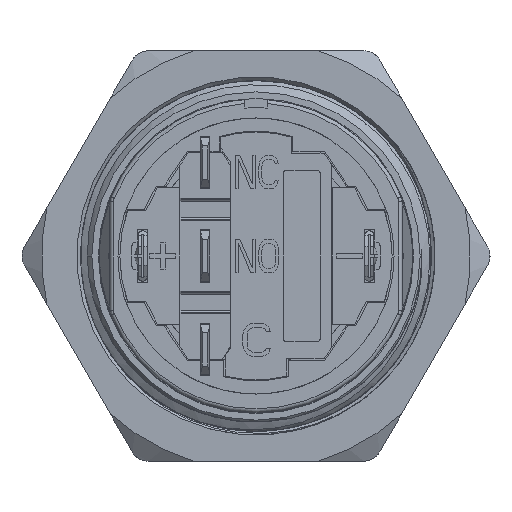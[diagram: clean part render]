
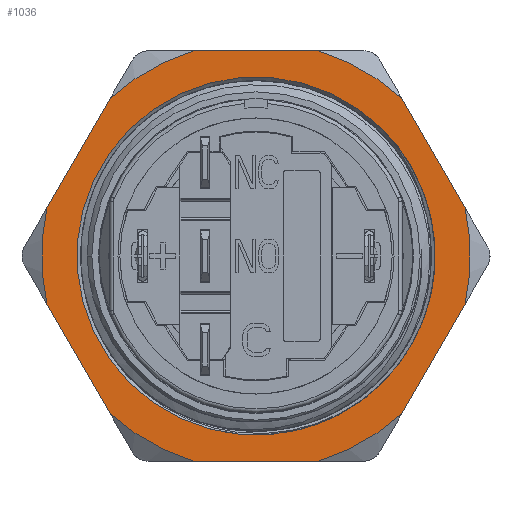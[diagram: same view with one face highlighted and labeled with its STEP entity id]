
A CAD part, front view. The second image highlights one B-rep face of the part: STEP entity #1036.
In plain terms, the highlighted planar face has unit normal (0, -1, 0).
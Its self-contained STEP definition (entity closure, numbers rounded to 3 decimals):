
#148=CARTESIAN_POINT('',(3.36,15.,11.));
#149=VERTEX_POINT('',#148);
#152=CARTESIAN_POINT('',(-3.36,15.,11.));
#153=DIRECTION('',(1.,0.,0.));
#154=VECTOR('',#153,1.);
#155=LINE('',#152,#154);
#156=CARTESIAN_POINT('',(-3.36,15.,11.));
#157=VERTEX_POINT('',#156);
#158=EDGE_CURVE('',#157,#149,#155,.T.);
#280=CARTESIAN_POINT('',(-7.846,15.,8.41));
#281=VERTEX_POINT('',#280);
#284=CARTESIAN_POINT('',(-11.206,15.,2.59));
#285=DIRECTION('',(0.5,0.,0.866));
#286=VECTOR('',#285,1.);
#287=LINE('',#284,#286);
#288=CARTESIAN_POINT('',(-11.206,15.,2.59));
#289=VERTEX_POINT('',#288);
#290=EDGE_CURVE('',#289,#281,#287,.T.);
#412=CARTESIAN_POINT('',(-11.206,15.,-2.59));
#413=VERTEX_POINT('',#412);
#416=CARTESIAN_POINT('',(-7.846,15.,-8.41));
#417=DIRECTION('',(-0.5,0.,0.866));
#418=VECTOR('',#417,1.);
#419=LINE('',#416,#418);
#420=CARTESIAN_POINT('',(-7.846,15.,-8.41));
#421=VERTEX_POINT('',#420);
#422=EDGE_CURVE('',#421,#413,#419,.T.);
#544=CARTESIAN_POINT('',(-3.36,15.,-11.));
#545=VERTEX_POINT('',#544);
#548=CARTESIAN_POINT('',(3.36,15.,-11.));
#549=DIRECTION('',(-1.,0.,0.));
#550=VECTOR('',#549,1.);
#551=LINE('',#548,#550);
#552=CARTESIAN_POINT('',(3.36,15.,-11.));
#553=VERTEX_POINT('',#552);
#554=EDGE_CURVE('',#553,#545,#551,.T.);
#676=CARTESIAN_POINT('',(7.846,15.,-8.41));
#677=VERTEX_POINT('',#676);
#680=CARTESIAN_POINT('',(11.206,15.,-2.59));
#681=DIRECTION('',(-0.5,0.,-0.866));
#682=VECTOR('',#681,1.);
#683=LINE('',#680,#682);
#684=CARTESIAN_POINT('',(11.206,15.,-2.59));
#685=VERTEX_POINT('',#684);
#686=EDGE_CURVE('',#685,#677,#683,.T.);
#770=CARTESIAN_POINT('',(11.206,15.,2.59));
#771=VERTEX_POINT('',#770);
#774=CARTESIAN_POINT('',(7.846,15.,8.41));
#775=DIRECTION('',(0.5,0.,-0.866));
#776=VECTOR('',#775,1.);
#777=LINE('',#774,#776);
#778=CARTESIAN_POINT('',(7.846,15.,8.41));
#779=VERTEX_POINT('',#778);
#780=EDGE_CURVE('',#779,#771,#777,.T.);
#838=CARTESIAN_POINT('',(0.,15.,0.));
#839=DIRECTION('',(0.,-1.,0.));
#840=DIRECTION('',(0.974,0.,-0.225));
#841=AXIS2_PLACEMENT_3D('',#838,#839,#840);
#842=ELLIPSE('',#841,11.502,11.502);
#843=EDGE_CURVE('',#685,#771,#842,.T.);
#864=CARTESIAN_POINT('',(0.,15.,0.));
#865=DIRECTION('',(0.,1.,0.));
#866=DIRECTION('',(0.682,0.,-0.731));
#867=AXIS2_PLACEMENT_3D('',#864,#865,#866);
#868=CIRCLE('',#867,11.502);
#869=EDGE_CURVE('',#677,#553,#868,.T.);
#890=CARTESIAN_POINT('',(0.,15.,0.));
#891=DIRECTION('',(0.,1.,0.));
#892=DIRECTION('',(-0.292,0.,-0.956));
#893=AXIS2_PLACEMENT_3D('',#890,#891,#892);
#894=CIRCLE('',#893,11.502);
#895=EDGE_CURVE('',#545,#421,#894,.T.);
#916=CARTESIAN_POINT('',(0.,15.,0.));
#917=DIRECTION('',(0.,-1.,0.));
#918=DIRECTION('',(-0.974,0.,0.225));
#919=AXIS2_PLACEMENT_3D('',#916,#917,#918);
#920=ELLIPSE('',#919,11.502,11.502);
#921=EDGE_CURVE('',#289,#413,#920,.T.);
#942=CARTESIAN_POINT('',(0.,15.,0.));
#943=DIRECTION('',(0.,1.,0.));
#944=DIRECTION('',(-0.682,0.,0.731));
#945=AXIS2_PLACEMENT_3D('',#942,#943,#944);
#946=CIRCLE('',#945,11.502);
#947=EDGE_CURVE('',#281,#157,#946,.T.);
#968=CARTESIAN_POINT('',(0.,15.,0.));
#969=DIRECTION('',(0.,1.,0.));
#970=DIRECTION('',(0.292,0.,0.956));
#971=AXIS2_PLACEMENT_3D('',#968,#969,#970);
#972=CIRCLE('',#971,11.502);
#973=EDGE_CURVE('',#149,#779,#972,.T.);
#987=CARTESIAN_POINT('',(0.,15.,0.));
#988=DIRECTION('',(0.,1.,0.));
#989=DIRECTION('',(1.,0.,0.));
#990=AXIS2_PLACEMENT_3D('',#987,#988,#989);
#991=PLANE('',#990);
#992=ORIENTED_EDGE('',*,*,#158,.T.);
#993=ORIENTED_EDGE('',*,*,#973,.T.);
#994=ORIENTED_EDGE('',*,*,#780,.T.);
#995=ORIENTED_EDGE('',*,*,#843,.F.);
#996=ORIENTED_EDGE('',*,*,#686,.T.);
#997=ORIENTED_EDGE('',*,*,#869,.T.);
#998=ORIENTED_EDGE('',*,*,#554,.T.);
#999=ORIENTED_EDGE('',*,*,#895,.T.);
#1000=ORIENTED_EDGE('',*,*,#422,.T.);
#1001=ORIENTED_EDGE('',*,*,#921,.F.);
#1002=ORIENTED_EDGE('',*,*,#290,.T.);
#1003=ORIENTED_EDGE('',*,*,#947,.T.);
#1004=EDGE_LOOP('',(#992,#993,#994,#995,#996,#997,#998,#999,#1000,#1001,#1002,#1003));
#1005=FACE_BOUND('',#1004,.F.);
#1006=CARTESIAN_POINT('',(0.,15.,0.));
#1007=DIRECTION('',(0.,1.,0.));
#1008=DIRECTION('',(0.707,0.,-0.707));
#1009=AXIS2_PLACEMENT_3D('',#1006,#1007,#1008);
#1010=CIRCLE('',#1009,9.6);
#1011=CARTESIAN_POINT('',(6.788,15.,-6.788));
#1012=VERTEX_POINT('',#1011);
#1013=CARTESIAN_POINT('',(6.788,15.,6.788));
#1014=VERTEX_POINT('',#1013);
#1015=EDGE_CURVE('',#1012,#1014,#1010,.T.);
#1016=ORIENTED_EDGE('',*,*,#1015,.F.);
#1017=CARTESIAN_POINT('',(6.788,15.,-6.788));
#1018=CARTESIAN_POINT('',(7.114,15.,-6.463));
#1019=CARTESIAN_POINT('',(7.71,15.,-5.774));
#1020=CARTESIAN_POINT('',(8.455,15.,-4.616));
#1021=CARTESIAN_POINT('',(9.025,15.,-3.366));
#1022=CARTESIAN_POINT('',(9.413,15.,-2.048));
#1023=CARTESIAN_POINT('',(9.608,15.,-0.687));
#1024=CARTESIAN_POINT('',(9.608,15.,0.687));
#1025=CARTESIAN_POINT('',(9.413,15.,2.048));
#1026=CARTESIAN_POINT('',(9.025,15.,3.366));
#1027=CARTESIAN_POINT('',(8.455,15.,4.616));
#1028=CARTESIAN_POINT('',(7.71,15.,5.774));
#1029=CARTESIAN_POINT('',(7.114,15.,6.463));
#1030=CARTESIAN_POINT('',(6.788,15.,6.788));
#1031=B_SPLINE_CURVE_WITH_KNOTS('',3,(#1017,#1018,#1019,#1020,#1021,#1022,#1023,#1024,#1025,#1026,#1027,#1028,#1029,#1030),.POLYLINE_FORM.,.F.,.F.,(4,1,1,1,1,1,1,1,1,1,1,4),(0.,0.091,0.182,0.273,0.364,0.455,0.545,0.636,0.727,0.818,0.909,1.),.UNSPECIFIED.);
#1032=EDGE_CURVE('',#1012,#1014,#1031,.T.);
#1033=ORIENTED_EDGE('',*,*,#1032,.T.);
#1034=EDGE_LOOP('',(#1016,#1033));
#1035=FACE_BOUND('',#1034,.F.);
#1036=ADVANCED_FACE('',(#1005,#1035),#991,.F.);
